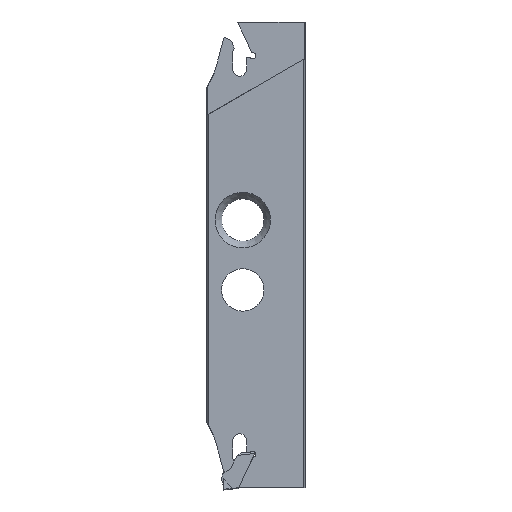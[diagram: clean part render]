
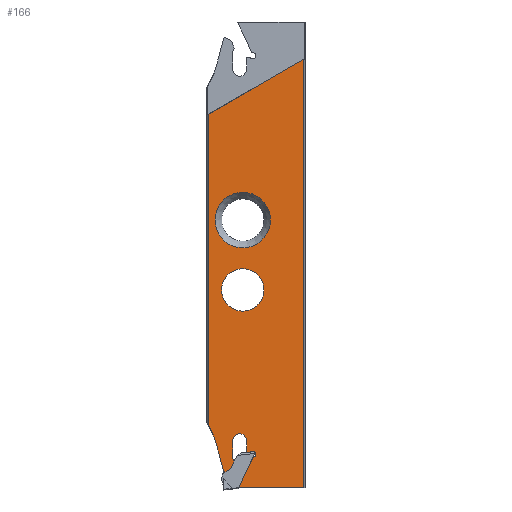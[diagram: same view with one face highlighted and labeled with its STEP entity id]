
A CAD part, left-side view. The second image highlights one B-rep face of the part: STEP entity #166.
In plain terms, the highlighted planar face has unit normal (-1, 0, 0).
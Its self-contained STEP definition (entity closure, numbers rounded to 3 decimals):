
#166=ADVANCED_FACE('',(#590,#591,#592),#241,.T.);
#241=PLANE('',#1501);
#292=LINE('',#2063,#441);
#293=LINE('',#2065,#442);
#294=LINE('',#2067,#443);
#295=LINE('',#2069,#444);
#296=LINE('',#2071,#445);
#297=LINE('',#2073,#446);
#298=LINE('',#2077,#447);
#299=LINE('',#2079,#448);
#300=LINE('',#2083,#449);
#301=LINE('',#2085,#450);
#302=LINE('',#2089,#451);
#303=LINE('',#2093,#452);
#304=LINE('',#2097,#453);
#441=VECTOR('',#1638,1.);
#442=VECTOR('',#1639,1.);
#443=VECTOR('',#1640,1.);
#444=VECTOR('',#1641,1.);
#445=VECTOR('',#1642,1.);
#446=VECTOR('',#1643,1.);
#447=VECTOR('',#1646,1.);
#448=VECTOR('',#1647,1.);
#449=VECTOR('',#1650,1.);
#450=VECTOR('',#1651,1.);
#451=VECTOR('',#1654,1.);
#452=VECTOR('',#1657,1.);
#453=VECTOR('',#1660,1.);
#590=FACE_BOUND('',#600,.T.);
#591=FACE_BOUND('',#601,.T.);
#592=FACE_BOUND('',#602,.T.);
#600=EDGE_LOOP('',(#681));
#601=EDGE_LOOP('',(#682));
#602=EDGE_LOOP('',(#683,#684,#685,#686,#687,#688,#689,#690,#691,#692,#693,
#694,#695,#696,#697,#698,#699,#700,#701));
#681=ORIENTED_EDGE('',*,*,#1245,.F.);
#682=ORIENTED_EDGE('',*,*,#1246,.F.);
#683=ORIENTED_EDGE('',*,*,#1247,.T.);
#684=ORIENTED_EDGE('',*,*,#1248,.F.);
#685=ORIENTED_EDGE('',*,*,#1249,.T.);
#686=ORIENTED_EDGE('',*,*,#1250,.F.);
#687=ORIENTED_EDGE('',*,*,#1251,.F.);
#688=ORIENTED_EDGE('',*,*,#1252,.F.);
#689=ORIENTED_EDGE('',*,*,#1253,.T.);
#690=ORIENTED_EDGE('',*,*,#1254,.T.);
#691=ORIENTED_EDGE('',*,*,#1255,.T.);
#692=ORIENTED_EDGE('',*,*,#1256,.T.);
#693=ORIENTED_EDGE('',*,*,#1257,.T.);
#694=ORIENTED_EDGE('',*,*,#1258,.F.);
#695=ORIENTED_EDGE('',*,*,#1259,.T.);
#696=ORIENTED_EDGE('',*,*,#1260,.T.);
#697=ORIENTED_EDGE('',*,*,#1261,.T.);
#698=ORIENTED_EDGE('',*,*,#1262,.T.);
#699=ORIENTED_EDGE('',*,*,#1263,.T.);
#700=ORIENTED_EDGE('',*,*,#1264,.T.);
#701=ORIENTED_EDGE('',*,*,#1265,.T.);
#1103=VERTEX_POINT('',#2057);
#1104=VERTEX_POINT('',#2059);
#1105=VERTEX_POINT('',#2061);
#1106=VERTEX_POINT('',#2062);
#1107=VERTEX_POINT('',#2064);
#1108=VERTEX_POINT('',#2066);
#1109=VERTEX_POINT('',#2068);
#1110=VERTEX_POINT('',#2070);
#1111=VERTEX_POINT('',#2072);
#1112=VERTEX_POINT('',#2074);
#1113=VERTEX_POINT('',#2076);
#1114=VERTEX_POINT('',#2078);
#1115=VERTEX_POINT('',#2080);
#1116=VERTEX_POINT('',#2082);
#1117=VERTEX_POINT('',#2084);
#1118=VERTEX_POINT('',#2086);
#1119=VERTEX_POINT('',#2088);
#1120=VERTEX_POINT('',#2090);
#1121=VERTEX_POINT('',#2092);
#1122=VERTEX_POINT('',#2094);
#1123=VERTEX_POINT('',#2096);
#1245=EDGE_CURVE('',#1103,#1103,#1456,.T.);
#1246=EDGE_CURVE('',#1104,#1104,#1457,.T.);
#1247=EDGE_CURVE('',#1105,#1106,#1458,.T.);
#1248=EDGE_CURVE('',#1107,#1106,#292,.T.);
#1249=EDGE_CURVE('',#1107,#1108,#293,.T.);
#1250=EDGE_CURVE('',#1109,#1108,#294,.T.);
#1251=EDGE_CURVE('',#1110,#1109,#295,.T.);
#1252=EDGE_CURVE('',#1111,#1110,#296,.T.);
#1253=EDGE_CURVE('',#1111,#1112,#297,.T.);
#1254=EDGE_CURVE('',#1112,#1113,#1459,.T.);
#1255=EDGE_CURVE('',#1113,#1114,#298,.T.);
#1256=EDGE_CURVE('',#1114,#1115,#299,.T.);
#1257=EDGE_CURVE('',#1115,#1116,#1460,.T.);
#1258=EDGE_CURVE('',#1117,#1116,#300,.T.);
#1259=EDGE_CURVE('',#1117,#1118,#301,.T.);
#1260=EDGE_CURVE('',#1118,#1119,#1461,.T.);
#1261=EDGE_CURVE('',#1119,#1120,#302,.T.);
#1262=EDGE_CURVE('',#1120,#1121,#1462,.T.);
#1263=EDGE_CURVE('',#1121,#1122,#303,.T.);
#1264=EDGE_CURVE('',#1122,#1123,#1463,.T.);
#1265=EDGE_CURVE('',#1123,#1105,#304,.T.);
#1456=CIRCLE('',#1493,5.46);
#1457=CIRCLE('',#1494,7.14);
#1458=CIRCLE('',#1495,0.8);
#1459=CIRCLE('',#1496,20.);
#1460=CIRCLE('',#1497,1.97);
#1461=CIRCLE('',#1498,0.4);
#1462=CIRCLE('',#1499,1.78);
#1463=CIRCLE('',#1500,0.2);
#1493=AXIS2_PLACEMENT_3D('',#2056,#1632,#1633);
#1494=AXIS2_PLACEMENT_3D('',#2058,#1634,#1635);
#1495=AXIS2_PLACEMENT_3D('',#2060,#1636,#1637);
#1496=AXIS2_PLACEMENT_3D('',#2075,#1644,#1645);
#1497=AXIS2_PLACEMENT_3D('',#2081,#1648,#1649);
#1498=AXIS2_PLACEMENT_3D('',#2087,#1652,#1653);
#1499=AXIS2_PLACEMENT_3D('',#2091,#1655,#1656);
#1500=AXIS2_PLACEMENT_3D('',#2095,#1658,#1659);
#1501=AXIS2_PLACEMENT_3D('',#2098,#1661,#1662);
#1632=DIRECTION('',(-1.,0.,0.));
#1633=DIRECTION('',(0.,-1.,0.));
#1634=DIRECTION('',(-1.,0.,0.));
#1635=DIRECTION('',(0.,-1.,0.));
#1636=DIRECTION('',(1.,0.,0.));
#1637=DIRECTION('',(0.,-1.,0.));
#1638=DIRECTION('',(0.,-0.423,0.906));
#1639=DIRECTION('',(0.,-0.707,-0.707));
#1640=DIRECTION('',(0.,1.,0.));
#1641=DIRECTION('',(0.,0.,-1.));
#1642=DIRECTION('',(0.,-0.866,0.5));
#1643=DIRECTION('',(0.,0.,-1.));
#1644=DIRECTION('',(1.,0.,0.));
#1645=DIRECTION('',(0.,-1.,0.));
#1646=DIRECTION('',(0.,-0.259,-0.966));
#1647=DIRECTION('',(0.,-0.934,0.358));
#1648=DIRECTION('',(-1.,0.,0.));
#1649=DIRECTION('',(0.,-1.,0.));
#1650=DIRECTION('',(0.,0.407,-0.914));
#1651=DIRECTION('',(0.,0.407,0.914));
#1652=DIRECTION('',(1.,0.,0.));
#1653=DIRECTION('',(0.,-1.,0.));
#1654=DIRECTION('',(0.,0.,1.));
#1655=DIRECTION('',(1.,0.,0.));
#1656=DIRECTION('',(0.,-1.,0.));
#1657=DIRECTION('',(0.,0.,-1.));
#1658=DIRECTION('',(-1.,0.,0.));
#1659=DIRECTION('',(0.,-1.,0.));
#1660=DIRECTION('',(0.,-0.995,0.105));
#1661=DIRECTION('',(-1.,0.,0.));
#1662=DIRECTION('',(0.,1.,0.));
#2056=CARTESIAN_POINT('',(-1.2,-9.222,-9.));
#2057=CARTESIAN_POINT('',(-1.2,-14.681,-9.));
#2058=CARTESIAN_POINT('',(-1.2,-9.222,9.));
#2059=CARTESIAN_POINT('',(-1.2,-16.362,9.));
#2060=CARTESIAN_POINT('',(-1.2,-11.81,-51.283));
#2061=CARTESIAN_POINT('',(-1.2,-11.221,-50.741));
#2062=CARTESIAN_POINT('',(-1.2,-11.854,-52.082));
#2063=CARTESIAN_POINT('',(-1.2,-12.546,-50.597));
#2064=CARTESIAN_POINT('',(-1.2,-8.164,-59.994));
#2065=CARTESIAN_POINT('',(-1.2,43.446,-8.385));
#2066=CARTESIAN_POINT('',(-1.2,-8.169,-60.));
#2067=CARTESIAN_POINT('',(-1.2,-24.938,-60.));
#2068=CARTESIAN_POINT('',(-1.2,-24.938,-60.));
#2069=CARTESIAN_POINT('',(-1.2,-24.938,60.));
#2070=CARTESIAN_POINT('',(-1.2,-24.938,50.398));
#2071=CARTESIAN_POINT('',(-1.2,0.,36.));
#2072=CARTESIAN_POINT('',(-1.2,-0.322,36.186));
#2073=CARTESIAN_POINT('',(-1.2,-0.322,60.));
#2074=CARTESIAN_POINT('',(-1.2,-0.322,-43.666));
#2075=CARTESIAN_POINT('',(-1.2,16.921,-53.8));
#2076=CARTESIAN_POINT('',(-1.2,-2.398,-48.624));
#2077=CARTESIAN_POINT('',(-1.2,23.248,47.088));
#2078=CARTESIAN_POINT('',(-1.2,-4.393,-56.07));
#2079=CARTESIAN_POINT('',(-1.2,-5.359,-55.699));
#2080=CARTESIAN_POINT('',(-1.2,-5.359,-55.699));
#2081=CARTESIAN_POINT('',(-1.2,-4.653,-53.86));
#2082=CARTESIAN_POINT('',(-1.2,-6.453,-54.661));
#2083=CARTESIAN_POINT('',(-1.2,-52.116,47.9));
#2084=CARTESIAN_POINT('',(-1.2,-7.077,-53.26));
#2085=CARTESIAN_POINT('',(-1.2,32.053,34.626));
#2086=CARTESIAN_POINT('',(-1.2,-6.659,-52.321));
#2087=CARTESIAN_POINT('',(-1.2,-7.024,-52.158));
#2088=CARTESIAN_POINT('',(-1.2,-6.624,-52.158));
#2089=CARTESIAN_POINT('',(-1.2,-6.624,60.));
#2090=CARTESIAN_POINT('',(-1.2,-6.624,-47.8));
#2091=CARTESIAN_POINT('',(-1.2,-8.404,-47.8));
#2092=CARTESIAN_POINT('',(-1.2,-10.184,-47.8));
#2093=CARTESIAN_POINT('',(-1.2,-10.184,60.));
#2094=CARTESIAN_POINT('',(-1.2,-10.184,-50.628));
#2095=CARTESIAN_POINT('',(-1.2,-10.384,-50.628));
#2096=CARTESIAN_POINT('',(-1.2,-10.405,-50.827));
#2097=CARTESIAN_POINT('',(-1.2,-36.301,-48.105));
#2098=CARTESIAN_POINT('',(-1.2,-24.938,60.));
